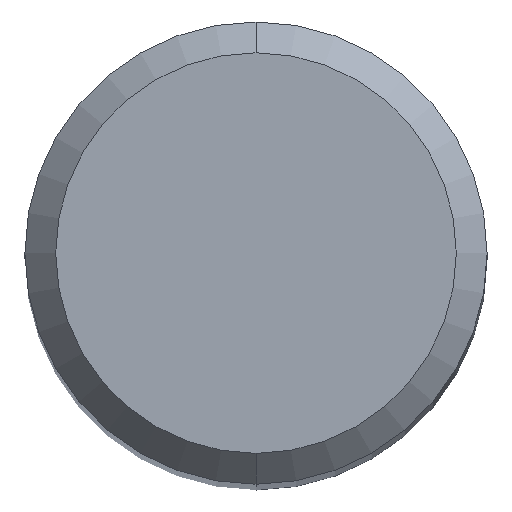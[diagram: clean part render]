
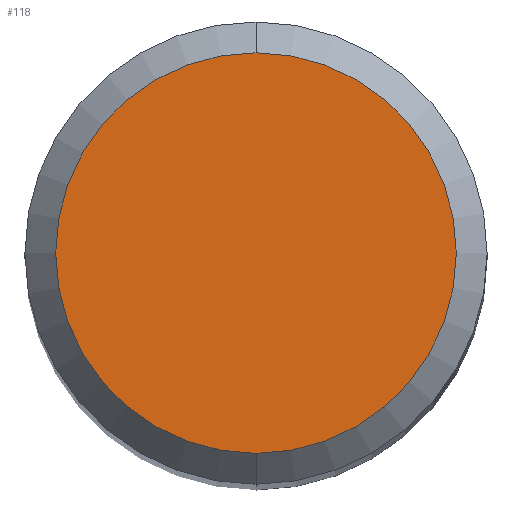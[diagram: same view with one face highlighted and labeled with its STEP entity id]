
A CAD part, top view. The second image highlights one B-rep face of the part: STEP entity #118.
In plain terms, the highlighted planar face has unit normal (0, 0, 1).
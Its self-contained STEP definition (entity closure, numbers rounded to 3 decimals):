
#118=ADVANCED_FACE('',(#258),#259,.T.);
#124=VERTEX_POINT('',#266);
#128=EDGE_CURVE('',#168,#124,#270,.T.);
#132=EDGE_CURVE('',#124,#168,#274,.T.);
#168=VERTEX_POINT('',#315);
#258=FACE_OUTER_BOUND('',#411,.T.);
#259=PLANE('',#412);
#266=CARTESIAN_POINT('',(0.,-2.6,0.01));
#270=CIRCLE('',#425,2.6);
#274=CIRCLE('',#430,2.6);
#315=CARTESIAN_POINT('',(0.0,2.6,0.01));
#411=EDGE_LOOP('',(#584,#585));
#412=AXIS2_PLACEMENT_3D('',#586,#587,#588);
#425=AXIS2_PLACEMENT_3D('',#600,#601,#602);
#430=AXIS2_PLACEMENT_3D('',#603,#604,#605);
#584=ORIENTED_EDGE('',*,*,#128,.F.);
#585=ORIENTED_EDGE('',*,*,#132,.F.);
#586=CARTESIAN_POINT('',(0.0,1.3,0.01));
#587=DIRECTION('',(-0.0,0.0,1.0));
#588=DIRECTION('',(0.0,-1.0,0.0));
#600=CARTESIAN_POINT('',(0.0,0.0,0.01));
#601=DIRECTION('',(0.0,0.0,-1.0));
#602=DIRECTION('',(0.0,1.0,0.0));
#603=CARTESIAN_POINT('',(0.0,0.0,0.01));
#604=DIRECTION('',(0.0,0.0,-1.0));
#605=DIRECTION('',(0.0,1.0,0.0));
